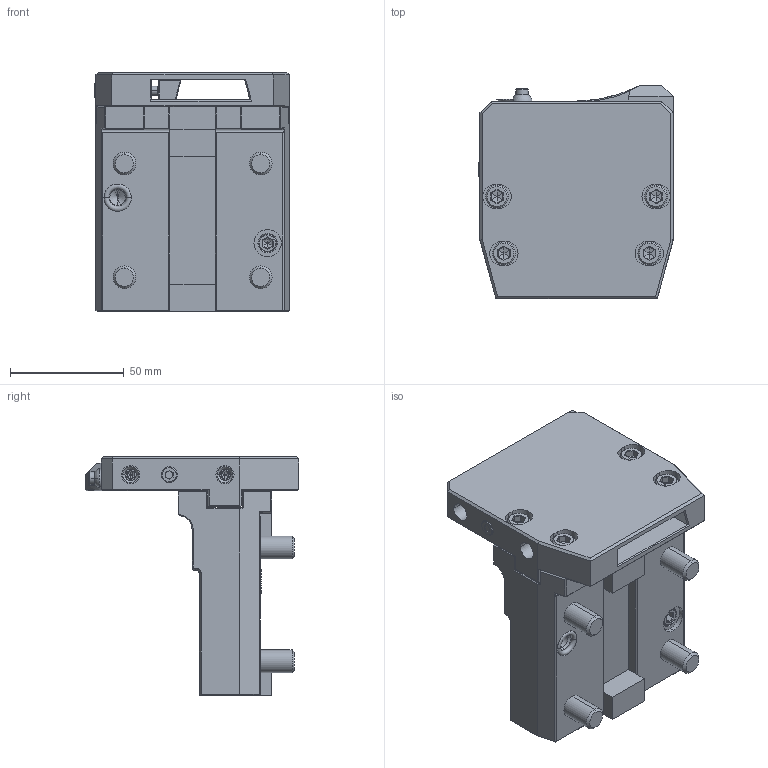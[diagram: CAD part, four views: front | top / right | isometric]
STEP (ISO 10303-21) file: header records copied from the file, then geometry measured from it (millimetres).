
FILE_DESCRIPTION((''),'2;1');
FILE_NAME('NGT_CL_55_32_NT','2021-01-13T',('vali'),('NOVA GRUP'),'PRO/ENGINEER BY PARAMETRIC TECHNOLOGY CORPORATION, 2010280','PRO/ENGINEER BY PARAMETRIC TECHNOLOGY CORPORATION, 2010280','');
FILE_SCHEMA(('CONFIG_CONTROL_DESIGN'));
Length unit declared in the file: millimetre
Products named in the file (1): NGT_CL_55_32_NT
Bounding box: 85.53 x 94 x 105 mm (x, y, z)
Volume: 265640.4 mm3; surface area: 59315.2 mm2
Topology: 1 solids, 1 shells, 481 faces, 1174 edges, 698 vertices
Faces by surface type: plane 288, cylinder 116, cone 44, bspline 20, torus 11, sphere 2
Entity records: 14664 total; most frequent: CARTESIAN_POINT 3616, ORIENTED_EDGE 2308, DIRECTION 2171, EDGE_CURVE 1154, VECTOR 851, LINE 851, VERTEX_POINT 698, AXIS2_PLACEMENT_3D 660
